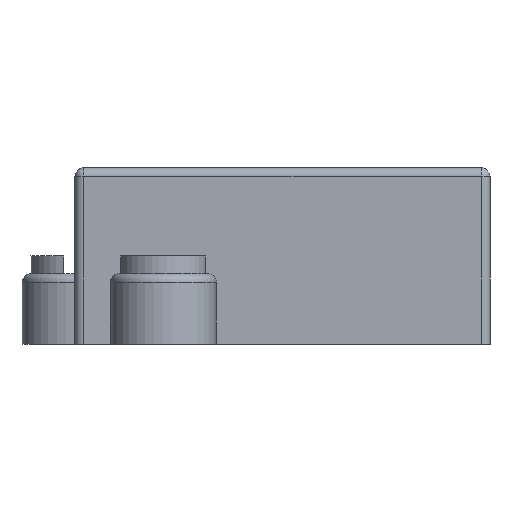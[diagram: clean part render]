
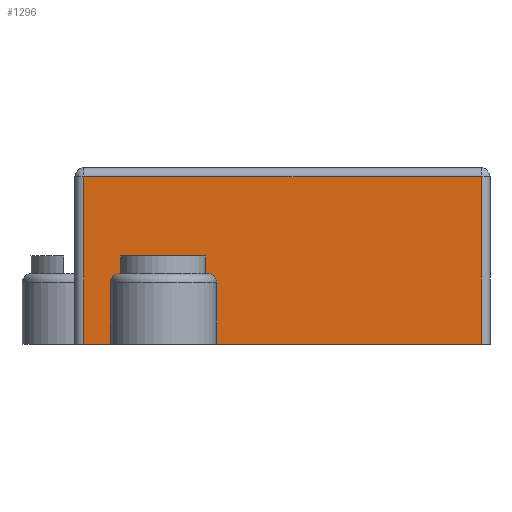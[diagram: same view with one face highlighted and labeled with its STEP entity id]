
A CAD part, left-side view. The second image highlights one B-rep face of the part: STEP entity #1296.
In plain terms, the highlighted planar face has unit normal (-1, 0, 0).
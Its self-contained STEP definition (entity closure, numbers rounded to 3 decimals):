
#74=CIRCLE('',#1412,1.);
#76=CIRCLE('',#1414,1.);
#146=PLANE('',#1429);
#159=LINE('',#1955,#262);
#162=LINE('',#1967,#265);
#167=LINE('',#1976,#270);
#228=LINE('',#2952,#331);
#229=LINE('',#2956,#332);
#237=LINE('',#3165,#340);
#238=LINE('',#3166,#341);
#247=LINE('',#3197,#350);
#248=LINE('',#3204,#351);
#249=LINE('',#3207,#352);
#262=VECTOR('',#1496,10.);
#265=VECTOR('',#1507,10.);
#270=VECTOR('',#1516,10.);
#331=VECTOR('',#1691,10.);
#332=VECTOR('',#1694,10.);
#340=VECTOR('',#1730,10.);
#341=VECTOR('',#1731,10.);
#350=VECTOR('',#1754,10.);
#351=VECTOR('',#1765,10.);
#352=VECTOR('',#1770,10.);
#413=FACE_OUTER_BOUND('',#489,.T.);
#489=EDGE_LOOP('',(#1172,#1173,#1174,#1175,#1176,#1177,#1178,#1179,#1180,
#1181,#1182,#1183));
#547=VERTEX_POINT('',#1951);
#549=VERTEX_POINT('',#1954);
#552=VERTEX_POINT('',#1961);
#554=VERTEX_POINT('',#1965);
#625=VERTEX_POINT('',#2949);
#626=VERTEX_POINT('',#2951);
#627=VERTEX_POINT('',#2953);
#628=VERTEX_POINT('',#2955);
#640=VERTEX_POINT('',#3159);
#641=VERTEX_POINT('',#3161);
#648=VERTEX_POINT('',#3196);
#649=VERTEX_POINT('',#3203);
#680=EDGE_CURVE('',#547,#549,#159,.T.);
#686=EDGE_CURVE('',#552,#554,#162,.T.);
#691=EDGE_CURVE('',#554,#549,#167,.T.);
#793=EDGE_CURVE('',#625,#626,#228,.T.);
#795=EDGE_CURVE('',#627,#628,#229,.T.);
#811=EDGE_CURVE('',#552,#640,#74,.F.);
#813=EDGE_CURVE('',#641,#547,#76,.F.);
#814=EDGE_CURVE('',#627,#640,#237,.T.);
#815=EDGE_CURVE('',#641,#626,#238,.T.);
#828=EDGE_CURVE('',#628,#648,#247,.T.);
#832=EDGE_CURVE('',#648,#649,#248,.T.);
#834=EDGE_CURVE('',#649,#625,#249,.T.);
#1172=ORIENTED_EDGE('',*,*,#813,.F.);
#1173=ORIENTED_EDGE('',*,*,#815,.T.);
#1174=ORIENTED_EDGE('',*,*,#793,.F.);
#1175=ORIENTED_EDGE('',*,*,#834,.F.);
#1176=ORIENTED_EDGE('',*,*,#832,.F.);
#1177=ORIENTED_EDGE('',*,*,#828,.F.);
#1178=ORIENTED_EDGE('',*,*,#795,.F.);
#1179=ORIENTED_EDGE('',*,*,#814,.T.);
#1180=ORIENTED_EDGE('',*,*,#811,.F.);
#1181=ORIENTED_EDGE('',*,*,#686,.T.);
#1182=ORIENTED_EDGE('',*,*,#691,.T.);
#1183=ORIENTED_EDGE('',*,*,#680,.F.);
#1296=ADVANCED_FACE('',(#413),#146,.T.);
#1412=AXIS2_PLACEMENT_3D('',#3160,#1722,#1723);
#1414=AXIS2_PLACEMENT_3D('',#3163,#1726,#1727);
#1429=AXIS2_PLACEMENT_3D('',#3206,#1768,#1769);
#1496=DIRECTION('',(0.,0.,-1.));
#1507=DIRECTION('',(0.,0.,-1.));
#1516=DIRECTION('',(0.,-1.,0.));
#1691=DIRECTION('',(0.,1.,0.));
#1694=DIRECTION('',(0.,1.,0.));
#1722=DIRECTION('center_axis',(1.,0.,0.));
#1723=DIRECTION('ref_axis',(0.,1.,0.));
#1726=DIRECTION('center_axis',(1.,0.,0.));
#1727=DIRECTION('ref_axis',(0.,-1.,0.));
#1730=DIRECTION('',(0.,0.,1.));
#1731=DIRECTION('',(0.,0.,-1.));
#1754=DIRECTION('',(0.,0.,1.));
#1765=DIRECTION('',(0.,-1.,0.));
#1768=DIRECTION('center_axis',(-1.,0.,0.));
#1769=DIRECTION('ref_axis',(0.,-1.,0.));
#1770=DIRECTION('',(0.,0.,-1.));
#1951=CARTESIAN_POINT('',(-32.5,8.5,8.));
#1954=CARTESIAN_POINT('',(-32.5,8.5,7.));
#1955=CARTESIAN_POINT('',(-32.5,8.5,10.));
#1961=CARTESIAN_POINT('',(-32.5,18.5,8.));
#1965=CARTESIAN_POINT('',(-32.5,18.5,7.));
#1967=CARTESIAN_POINT('',(-32.5,18.5,10.));
#1976=CARTESIAN_POINT('',(-32.5,8.646,7.));
#2949=CARTESIAN_POINT('',(-32.5,-22.5,0.));
#2951=CARTESIAN_POINT('',(-32.5,7.5,0.));
#2952=CARTESIAN_POINT('',(-32.5,-23.5,0.));
#2953=CARTESIAN_POINT('',(-32.5,19.5,0.));
#2955=CARTESIAN_POINT('',(-32.5,22.5,0.));
#2956=CARTESIAN_POINT('',(-32.5,-23.5,0.));
#3159=CARTESIAN_POINT('',(-32.5,19.5,7.));
#3160=CARTESIAN_POINT('Origin',(-32.5,18.5,7.));
#3161=CARTESIAN_POINT('',(-32.5,7.5,7.));
#3163=CARTESIAN_POINT('Origin',(-32.5,8.5,7.));
#3165=CARTESIAN_POINT('',(-32.5,19.5,0.));
#3166=CARTESIAN_POINT('',(-32.5,7.5,0.));
#3196=CARTESIAN_POINT('',(-32.5,22.5,19.));
#3197=CARTESIAN_POINT('',(-32.5,22.5,0.));
#3203=CARTESIAN_POINT('',(-32.5,-22.5,19.));
#3204=CARTESIAN_POINT('',(-32.5,11.75,19.));
#3206=CARTESIAN_POINT('Origin',(-32.5,23.5,0.));
#3207=CARTESIAN_POINT('',(-32.5,-22.5,0.));
